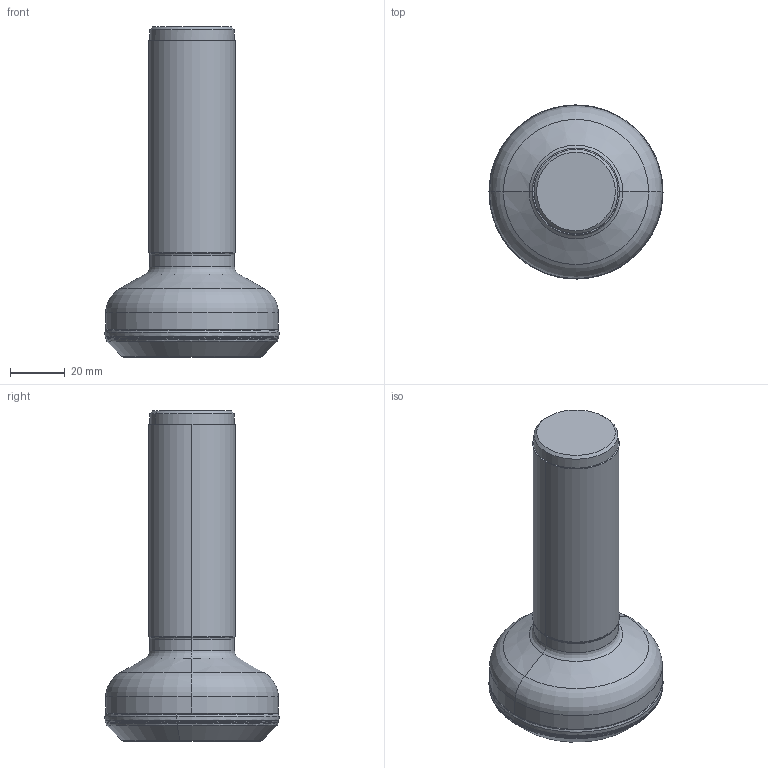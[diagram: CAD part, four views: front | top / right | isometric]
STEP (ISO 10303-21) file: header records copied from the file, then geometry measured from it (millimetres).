
FILE_DESCRIPTION(/* description */ (''),/* implementation_level */ '2;1');
FILE_NAME(/* name */ 'WSX445UR3204FA20M_IR0_047.stp',/* time_stamp */ '2025-07-03T15:23:31+09:00',/* author */ (''),/* organization */ (''),/* preprocessor_version */ 'ST-DEVELOPER v18.101',/* originating_system */ 'SIEMENS PLM Software NX 2011',/* authorisation */ '');
FILE_SCHEMA (('AUTOMOTIVE_DESIGN { 1 0 10303 214 3 1 1 1 }'));
Length unit declared in the file: millimetre
Products named in the file (1): WSX445UR3204FA20M_IR0_047_ASM
Bounding box: 63.65 x 63.64 x 120.65 mm (x, y, z)
Volume: 163042.2 mm3; surface area: 26037.4 mm2
Topology: 2 solids, 2 shells, 111 faces, 277 edges, 207 vertices
Faces by surface type: torus 72, cone 14, bspline 10, cylinder 10, plane 5
Entity records: 4426 total; most frequent: CARTESIAN_POINT 1877, ORIENTED_EDGE 484, DIRECTION 484, EDGE_CURVE 242, AXIS2_PLACEMENT_3D 230, VERTEX_POINT 136, B_SPLINE_CURVE_WITH_KNOTS 132, CIRCLE 121
